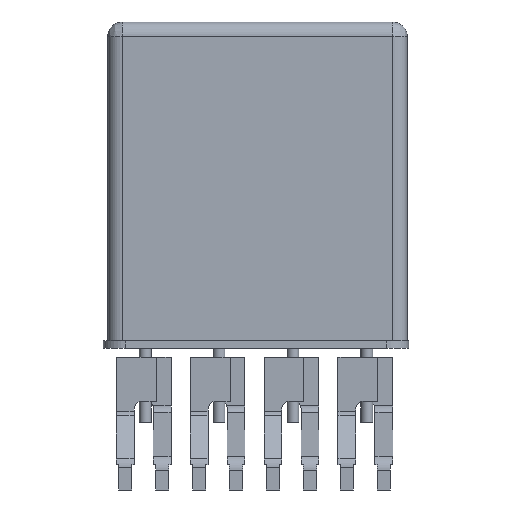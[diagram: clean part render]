
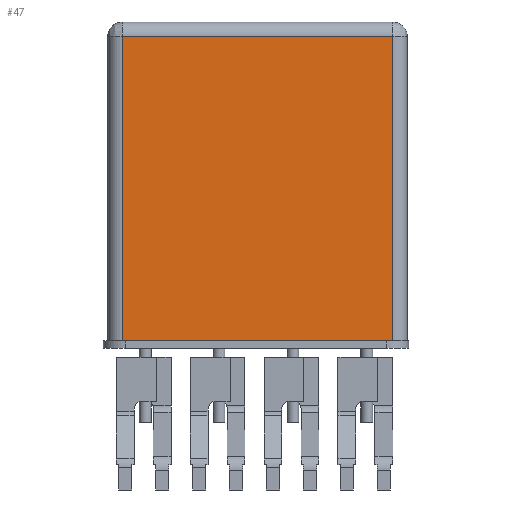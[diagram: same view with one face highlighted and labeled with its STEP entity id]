
A CAD part, front view. The second image highlights one B-rep face of the part: STEP entity #47.
In plain terms, the highlighted face is planar.
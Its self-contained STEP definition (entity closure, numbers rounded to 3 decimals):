
#47 = ADVANCED_FACE ( 'NONE', ( #7913 ), #4218, .T. ) ;
#225 = DIRECTION ( 'NONE',  ( 1., 0., 0. ) ) ;
#298 = VECTOR ( 'NONE', #2459, 1000. ) ;
#549 = AXIS2_PLACEMENT_3D ( 'NONE', #873, #1653, #2935 ) ;
#842 = LINE ( 'NONE', #5271, #4100 ) ;
#873 = CARTESIAN_POINT ( 'NONE',  ( -10.15, -10.8, 4.85 ) ) ;
#1398 = LINE ( 'NONE', #5776, #298 ) ;
#1653 = DIRECTION ( 'NONE',  ( 0., 0., 1. ) ) ;
#1670 = CARTESIAN_POINT ( 'NONE',  ( -10.15, -10.8, 4.85 ) ) ;
#1864 = EDGE_LOOP ( 'NONE', ( #2689, #2891, #4602, #8223 ) ) ;
#1989 = CARTESIAN_POINT ( 'NONE',  ( 9.15, 9.8, 4.85 ) ) ;
#2184 = CARTESIAN_POINT ( 'NONE',  ( 9.15, -10.8, 4.85 ) ) ;
#2279 = VECTOR ( 'NONE', #225, 1000. ) ;
#2393 = EDGE_CURVE ( 'NONE', #8333, #5342, #1398, .T. ) ;
#2459 = DIRECTION ( 'NONE',  ( -1., 0., 0. ) ) ;
#2689 = ORIENTED_EDGE ( 'NONE', *, *, #6363, .T. ) ;
#2891 = ORIENTED_EDGE ( 'NONE', *, *, #3549, .T. ) ;
#2935 = DIRECTION ( 'NONE',  ( 1., 0., 0. ) ) ;
#3160 = VERTEX_POINT ( 'NONE', #4708 ) ;
#3549 = EDGE_CURVE ( 'NONE', #3160, #8333, #7957, .T. ) ;
#4100 = VECTOR ( 'NONE', #6482, 1000. ) ;
#4218 = PLANE ( 'NONE',  #549 ) ;
#4412 = VERTEX_POINT ( 'NONE', #6700 ) ;
#4602 = ORIENTED_EDGE ( 'NONE', *, *, #2393, .T. ) ;
#4708 = CARTESIAN_POINT ( 'NONE',  ( 9.15, -10.8, 4.85 ) ) ;
#5082 = EDGE_CURVE ( 'NONE', #5342, #4412, #842, .T. ) ;
#5271 = CARTESIAN_POINT ( 'NONE',  ( -9.15, -10.8, 4.85 ) ) ;
#5342 = VERTEX_POINT ( 'NONE', #5353 ) ;
#5353 = CARTESIAN_POINT ( 'NONE',  ( -9.15, 9.8, 4.85 ) ) ;
#5631 = VECTOR ( 'NONE', #7304, 1000. ) ;
#5776 = CARTESIAN_POINT ( 'NONE',  ( -10.15, 9.8, 4.85 ) ) ;
#6363 = EDGE_CURVE ( 'NONE', #4412, #3160, #7430, .T. ) ;
#6482 = DIRECTION ( 'NONE',  ( 0., -1., 0. ) ) ;
#6700 = CARTESIAN_POINT ( 'NONE',  ( -9.15, -10.8, 4.85 ) ) ;
#7304 = DIRECTION ( 'NONE',  ( 0., 1., 0. ) ) ;
#7430 = LINE ( 'NONE', #1670, #2279 ) ;
#7913 = FACE_OUTER_BOUND ( 'NONE', #1864, .T. ) ;
#7957 = LINE ( 'NONE', #2184, #5631 ) ;
#8223 = ORIENTED_EDGE ( 'NONE', *, *, #5082, .T. ) ;
#8333 = VERTEX_POINT ( 'NONE', #1989 ) ;
